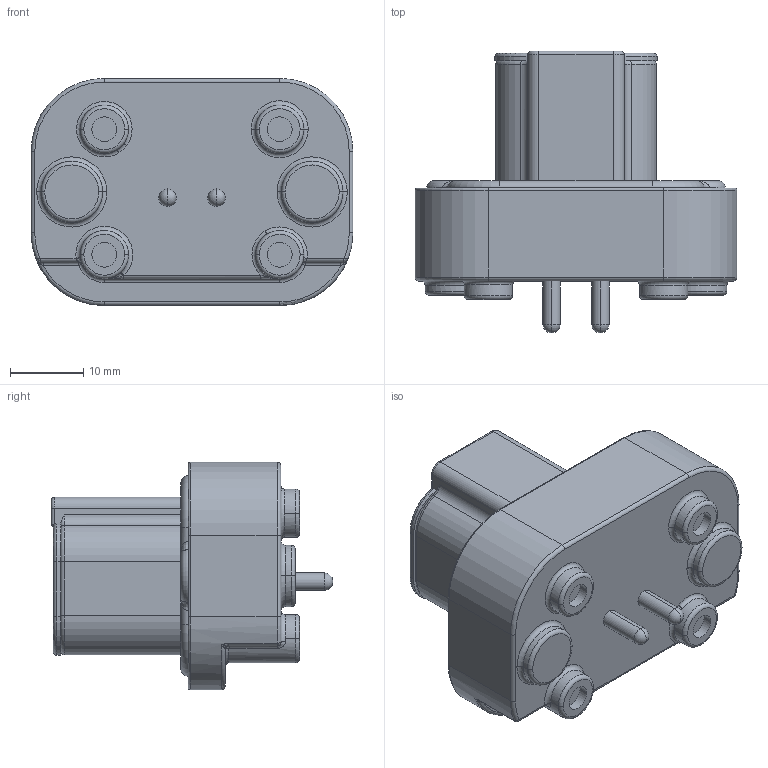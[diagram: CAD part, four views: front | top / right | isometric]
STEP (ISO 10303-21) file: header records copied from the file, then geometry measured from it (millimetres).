
FILE_DESCRIPTION((''),'2;1');
FILE_NAME('MANIFOLD_SOLID_BREP_12416','2019-08-13T',('peter.yang'),(''),'PRO/ENGINEER BY PARAMETRIC TECHNOLOGY CORPORATION, 2016360','PRO/ENGINEER BY PARAMETRIC TECHNOLOGY CORPORATION, 2016360','');
FILE_SCHEMA(('CONFIG_CONTROL_DESIGN'));
Length unit declared in the file: millimetre
Products named in the file (1): MANIFOLD_SOLID_BREP_12416
Bounding box: 44.04 x 38.57 x 31.1 mm (x, y, z)
Volume: 19220.8 mm3; surface area: 7859.8 mm2
Topology: 1 solids, 1 shells, 360 faces, 957 edges, 610 vertices
Faces by surface type: cylinder 132, plane 105, torus 69, bspline 36, sphere 10, cone 8
Entity records: 13170 total; most frequent: CARTESIAN_POINT 4183, DIRECTION 1933, ORIENTED_EDGE 1896, EDGE_CURVE 948, AXIS2_PLACEMENT_3D 779, VERTEX_POINT 610, CIRCLE 455, EDGE_LOOP 384
